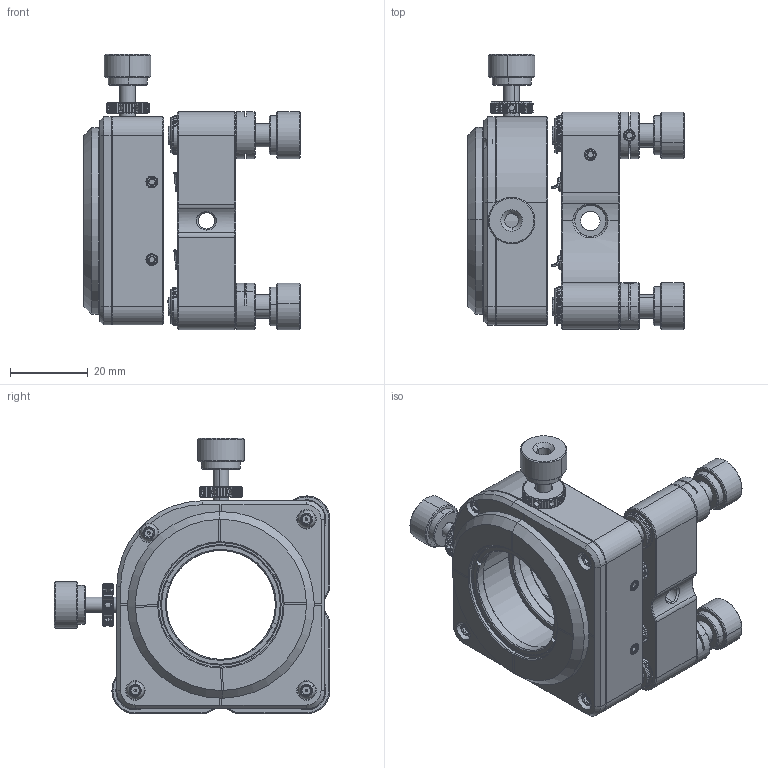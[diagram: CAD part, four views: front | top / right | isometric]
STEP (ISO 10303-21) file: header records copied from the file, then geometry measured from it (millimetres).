
FILE_DESCRIPTION (( 'STEP AP203' ), '1' );
FILE_NAME ('1.1.10.12_ZJP-5M30_五维光学调整镜架，带M31x0.5螺纹，含两个压圈.STEP', '2023-08-14T06:38:20', ( '' ), ( '' ), 'SwSTEP 2.0', 'SolidWorks 2021', '' );
FILE_SCHEMA (( 'CONFIG_CONTROL_DESIGN' ));
Products named in the file (1): 1.1.10.12_ZJP-5M30_五维光学调整镜架，带M31x0.5螺纹，含两个压圈
Bounding box: 55.6 x 70.84 x 70.84 mm (x, y, z)
Surface area: 29116.3 mm2 (no closed solid volume)
Topology: 0 solids, 57 shells, 1314 faces, 3837 edges, 2541 vertices
Faces by surface type: plane 496, cone 420, cylinder 338, bspline 24, torus 22, sphere 14
Entity records: 61229 total; most frequent: CARTESIAN_POINT 27682, DIRECTION 6909, ORIENTED_EDGE 6704, EDGE_CURVE 3823, AXIS2_PLACEMENT_3D 2605, VERTEX_POINT 2541, VECTOR 1699, LINE 1699
